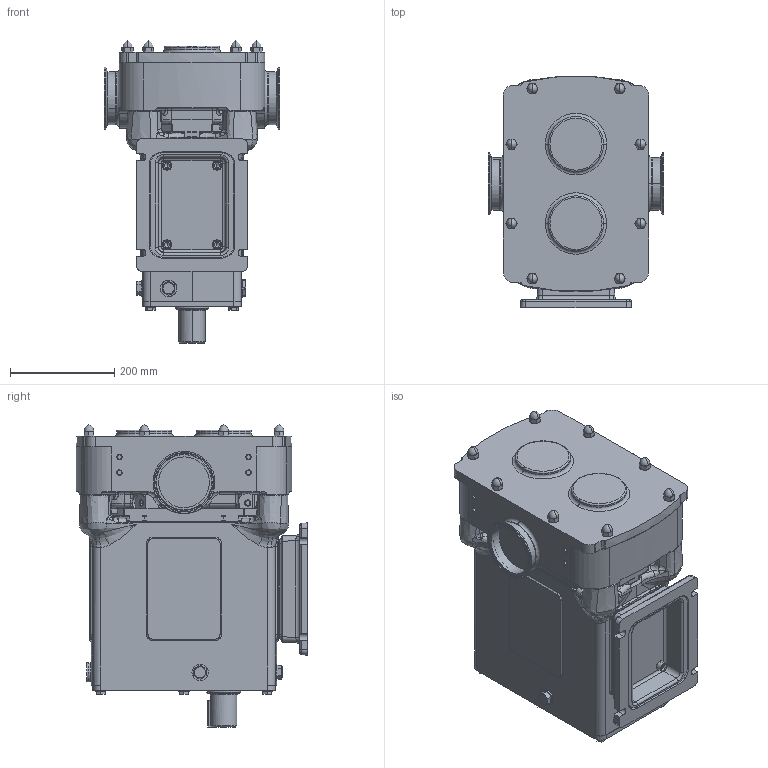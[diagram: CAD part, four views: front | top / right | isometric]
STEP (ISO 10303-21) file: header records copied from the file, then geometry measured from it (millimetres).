
FILE_DESCRIPTION (( 'STEP AP214' ), '1' );
FILE_NAME ('GA3943.STEP', '2024-11-06T20:58:28', ( '' ), ( '' ), 'SwSTEP 2.0', 'SolidWorks 2023', '' );
FILE_SCHEMA (( 'AUTOMOTIVE_DESIGN' ));
Length unit declared in the file: millimetre
Products named in the file (3): RA94-5121-66M; GA3943; R2200 CPP H BSD
Assembly tree (3 placements, depth 2):
  GA3943
    R2200 CPP H BSD
    RA94-5121-66M  x2
Bounding box: 337 x 444.75 x 580 mm (x, y, z)
Volume: 39118515.9 mm3; surface area: 1243440 mm2
Topology: 4 solids, 4 shells, 1647 faces, 4016 edges, 2389 vertices
Faces by surface type: plane 497, cylinder 405, bspline 352, cone 207, torus 124, sphere 62
Entity records: 63689 total; most frequent: CARTESIAN_POINT 28615, ORIENTED_EDGE 7788, DIRECTION 6813, EDGE_CURVE 3894, AXIS2_PLACEMENT_3D 2715, VERTEX_POINT 2361, EDGE_LOOP 1739, FACE_OUTER_BOUND 1622
